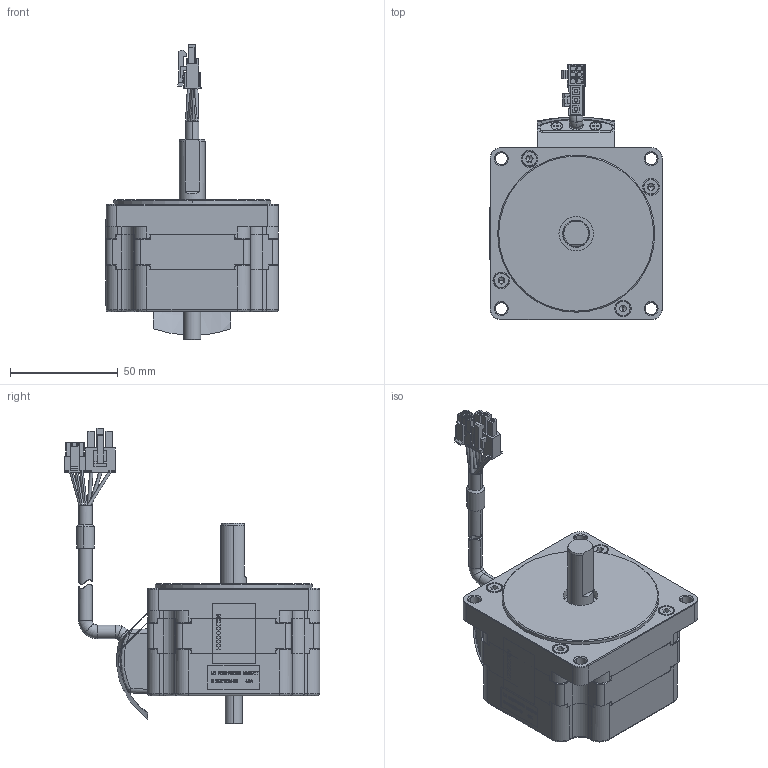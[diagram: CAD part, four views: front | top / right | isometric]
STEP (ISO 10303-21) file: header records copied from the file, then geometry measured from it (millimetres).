
FILE_DESCRIPTION((''),'2;1');
FILE_NAME('4611130001008_ASM_ASM','2020-01-14T19:20:02',('TQ00207'),(''),'CREO PARAMETRIC BY PTC INC, 2018100','CREO PARAMETRIC BY PTC INC, 2018100','');
FILE_SCHEMA(('CONFIG_CONTROL_DESIGN'));
Products named in the file (39): 00_1-10060; 00_1-17249; 00_ASM_1-10072_ASM; _220001_1; 200_1-45583; 300_1-45737; 400_1; 500_1; 600_1; 900_1; _210001_1; 00_ASM_1-45438_ASM; 00_1-64906; 100_1-70200; 100_1-70360; 300_1-70776; 00_ASM_1-70209_ASM; 00_1-76457; 00_1-76672; 00_1-93488; 00_1-96648; 00_ASM_1-48539_ASM; 00_ASM_1-45029_ASM; 00_1-101738; 00_1-106681; 00_1-109934; 00_ASM_1-109943_ASM; 00_ASM_1-110691_ASM; ROLLINGBEARINGS6000002_1; 00_ASM_1-110919_ASM; 00_1-117346; M3X10_1; BOAM03002_1; 00_1-121787; 42944040000953_1; 00_10; BIAOQIAN_2; MOTOR_ASM_2_ASM; 4611130001008_ASM_ASM
Assembly tree (44 placements, depth 6):
  4611130001008_ASM_ASM
    MOTOR_ASM_2_ASM
      00_ASM_1-45029_ASM
        00_ASM_1-10072_ASM
          00_1-10060
          00_1-17249
        00_ASM_1-48539_ASM
          00_ASM_1-45438_ASM
            _220001_1
            200_1-45583
            300_1-45737
            400_1
            500_1
            600_1
            900_1
            _210001_1
          00_1-64906
          00_ASM_1-70209_ASM
            100_1-70200
            100_1-70360
            300_1-70776
          00_1-76457
          00_1-76672
          00_1-93488
          00_1-96648
      00_1-101738
      00_1-106681
      00_ASM_1-110919_ASM
        00_ASM_1-110691_ASM
          00_ASM_1-109943_ASM
            00_1-109934
        ROLLINGBEARINGS6000002_1  x2
      00_1-117346
      M3X10_1  x2
      BOAM03002_1  x2
      00_1-121787
      42944040000953_1  x4
      00_10
      BIAOQIAN_2
Bounding box: 80.2 x 118.68 x 137.16 mm (x, y, z)
Volume: 191879.6 mm3; surface area: 108361.6 mm2
Topology: 35 solids, 39 shells, 2751 faces, 7555 edges, 4943 vertices
Faces by surface type: plane 1682, cylinder 431, torus 248, sphere 134, cone 115, bspline 71, extrusion 70
Entity records: 93172 total; most frequent: CARTESIAN_POINT 30129, ORIENTED_EDGE 13346, DIRECTION 12373, EDGE_CURVE 6680, VECTOR 4627, LINE 4557, VERTEX_POINT 4376, AXIS2_PLACEMENT_3D 3873
